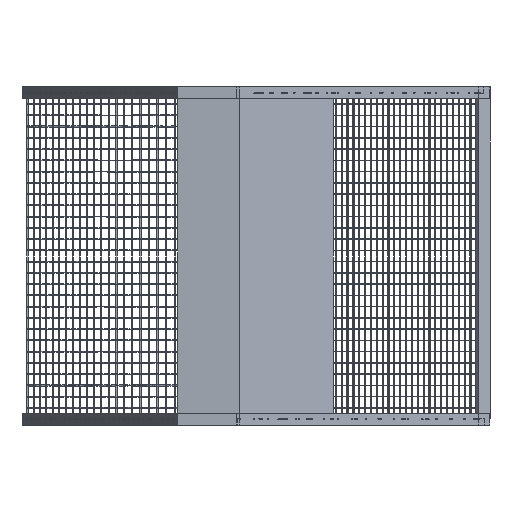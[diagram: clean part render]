
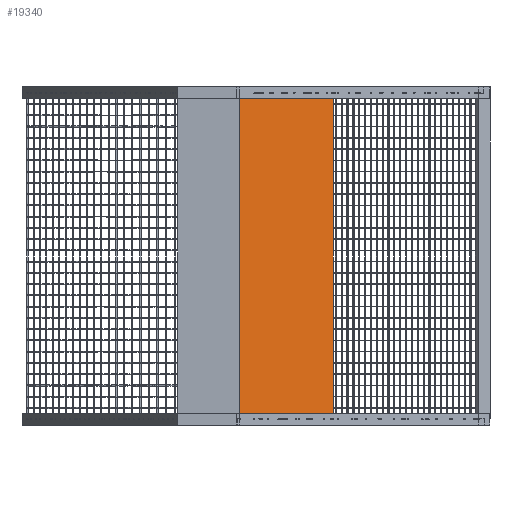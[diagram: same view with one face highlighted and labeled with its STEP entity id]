
A CAD part, front view. The second image highlights one B-rep face of the part: STEP entity #19340.
In plain terms, the highlighted planar face has unit normal (0.242, -0.97, 0).
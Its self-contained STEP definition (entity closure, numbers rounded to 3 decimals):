
#1992=LINE('',#39103,#3016);
#1996=LINE('',#39111,#3020);
#1999=LINE('',#39117,#3023);
#2002=LINE('',#39122,#3026);
#3016=VECTOR('',#28153,10.);
#3020=VECTOR('',#28159,10.);
#3023=VECTOR('',#28164,10.);
#3026=VECTOR('',#28169,10.);
#5777=PLANE('',#24547);
#6739=FACE_OUTER_BOUND('',#8108,.T.);
#8108=EDGE_LOOP('',(#14853,#14854,#14855,#14856));
#10355=VERTEX_POINT('',#39101);
#10356=VERTEX_POINT('',#39102);
#10359=VERTEX_POINT('',#39110);
#10361=VERTEX_POINT('',#39116);
#12143=EDGE_CURVE('',#10355,#10356,#1992,.T.);
#12147=EDGE_CURVE('',#10359,#10355,#1996,.T.);
#12150=EDGE_CURVE('',#10361,#10359,#1999,.T.);
#12153=EDGE_CURVE('',#10356,#10361,#2002,.T.);
#14853=ORIENTED_EDGE('',*,*,#12153,.F.);
#14854=ORIENTED_EDGE('',*,*,#12143,.F.);
#14855=ORIENTED_EDGE('',*,*,#12147,.F.);
#14856=ORIENTED_EDGE('',*,*,#12150,.F.);
#19340=ADVANCED_FACE('',(#6739),#5777,.T.);
#24547=AXIS2_PLACEMENT_3D('',#39124,#28171,#28172);
#28153=DIRECTION('',(-0.97,-0.243,0.));
#28159=DIRECTION('',(0.,0.,-1.));
#28164=DIRECTION('',(0.97,0.243,0.));
#28169=DIRECTION('',(0.,0.,1.));
#28171=DIRECTION('center_axis',(0.243,-0.97,0.));
#28172=DIRECTION('ref_axis',(0.,0.,
-1.));
#39101=CARTESIAN_POINT('',(514.876,30.911,-540.));
#39102=CARTESIAN_POINT('',(357.713,-8.38,-540.));
#39103=CARTESIAN_POINT('',(514.876,30.911,-540.));
#39110=CARTESIAN_POINT('',(514.876,30.911,-10.));
#39111=CARTESIAN_POINT('',(514.876,30.911,-10.));
#39116=CARTESIAN_POINT('',(357.713,-8.38,-10.));
#39117=CARTESIAN_POINT('',(357.713,-8.38,-10.));
#39122=CARTESIAN_POINT('',(357.713,-8.38,-540.));
#39124=CARTESIAN_POINT('Origin',(436.294,11.266,-275.));
